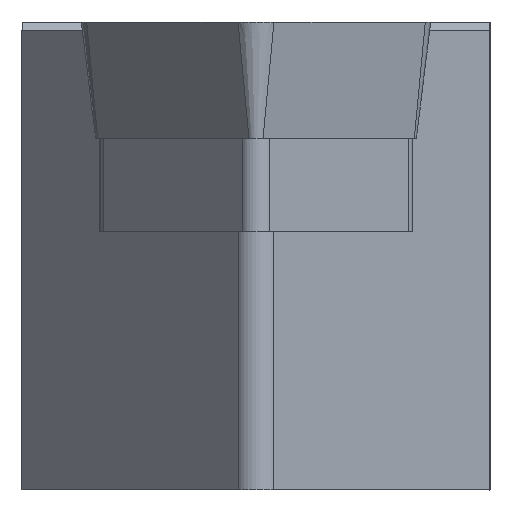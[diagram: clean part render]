
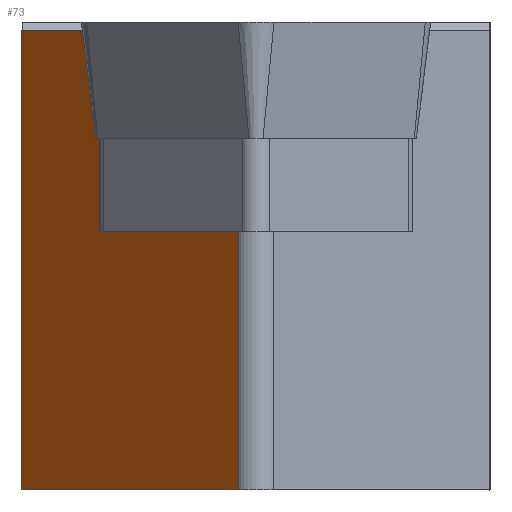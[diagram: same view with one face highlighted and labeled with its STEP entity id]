
A CAD part, left-side view. The second image highlights one B-rep face of the part: STEP entity #73.
In plain terms, the highlighted planar face has unit normal (-0.643, 0.766, 0).
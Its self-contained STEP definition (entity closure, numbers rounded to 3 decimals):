
#50=PLANE('',#611);
#73=ADVANCED_FACE('',(#109),#50,.F.);
#109=FACE_OUTER_BOUND('',#140,.T.);
#140=EDGE_LOOP('',(#192,#193,#194,#195,#196,#197,#198,#199));
#192=ORIENTED_EDGE('',*,*,#406,.F.);
#193=ORIENTED_EDGE('',*,*,#408,.T.);
#194=ORIENTED_EDGE('',*,*,#409,.F.);
#195=ORIENTED_EDGE('',*,*,#410,.F.);
#196=ORIENTED_EDGE('',*,*,#411,.T.);
#197=ORIENTED_EDGE('',*,*,#412,.F.);
#198=ORIENTED_EDGE('',*,*,#413,.F.);
#199=ORIENTED_EDGE('',*,*,#414,.F.);
#352=VERTEX_POINT('',#829);
#353=VERTEX_POINT('',#831);
#354=VERTEX_POINT('',#835);
#355=VERTEX_POINT('',#837);
#356=VERTEX_POINT('',#839);
#357=VERTEX_POINT('',#841);
#358=VERTEX_POINT('',#843);
#359=VERTEX_POINT('',#845);
#406=EDGE_CURVE('',#352,#353,#486,.T.);
#408=EDGE_CURVE('',#352,#354,#487,.T.);
#409=EDGE_CURVE('',#355,#354,#488,.T.);
#410=EDGE_CURVE('',#356,#355,#489,.T.);
#411=EDGE_CURVE('',#356,#357,#490,.T.);
#412=EDGE_CURVE('',#358,#357,#491,.T.);
#413=EDGE_CURVE('',#359,#358,#492,.T.);
#414=EDGE_CURVE('',#353,#359,#493,.T.);
#486=LINE('',#830,#547);
#487=LINE('',#834,#548);
#488=LINE('',#836,#549);
#489=LINE('',#838,#550);
#490=LINE('',#840,#551);
#491=LINE('',#842,#552);
#492=LINE('',#844,#553);
#493=LINE('',#846,#554);
#547=VECTOR('',#664,1.);
#548=VECTOR('',#669,1.);
#549=VECTOR('',#670,1.);
#550=VECTOR('',#671,1.);
#551=VECTOR('',#672,1.);
#552=VECTOR('',#673,1.);
#553=VECTOR('',#674,1.);
#554=VECTOR('',#675,1.);
#611=AXIS2_PLACEMENT_3D('',#847,#676,#677);
#664=DIRECTION('',(0.,0.,-1.));
#669=DIRECTION('',(0.766,0.643,0.));
#670=DIRECTION('',(0.,0.,-1.));
#671=DIRECTION('',(0.766,0.643,0.));
#672=DIRECTION('',(0.095,0.08,0.992));
#673=DIRECTION('',(-0.766,-0.643,0.));
#674=DIRECTION('',(0.,0.,1.));
#675=DIRECTION('',(0.766,0.643,0.));
#676=DIRECTION('',(0.643,-0.766,0.));
#677=DIRECTION('',(0.766,0.643,0.));
#829=CARTESIAN_POINT('',(2.139,-7.387,-7.15));
#830=CARTESIAN_POINT('',(2.139,-7.387,-43.97));
#831=CARTESIAN_POINT('',(2.139,-7.387,-16.));
#834=CARTESIAN_POINT('',(2.76,-6.866,-7.15));
#835=CARTESIAN_POINT('',(7.795,-2.641,-7.15));
#836=CARTESIAN_POINT('',(7.795,-2.641,-3.97));
#837=CARTESIAN_POINT('',(7.795,-2.641,-3.97));
#838=CARTESIAN_POINT('',(2.76,-6.866,-3.97));
#839=CARTESIAN_POINT('',(7.734,-2.692,-3.97));
#840=CARTESIAN_POINT('',(7.734,-2.692,-3.973));
#841=CARTESIAN_POINT('',(8.085,-2.398,-0.3));
#842=CARTESIAN_POINT('',(7.452,-2.929,-0.3));
#843=CARTESIAN_POINT('',(10.942,0.,-0.3));
#844=CARTESIAN_POINT('',(10.942,0.,-43.97));
#845=CARTESIAN_POINT('',(10.942,0.,-16.));
#846=CARTESIAN_POINT('',(2.139,-7.387,-16.));
#847=CARTESIAN_POINT('',(7.452,-2.929,-43.97));
